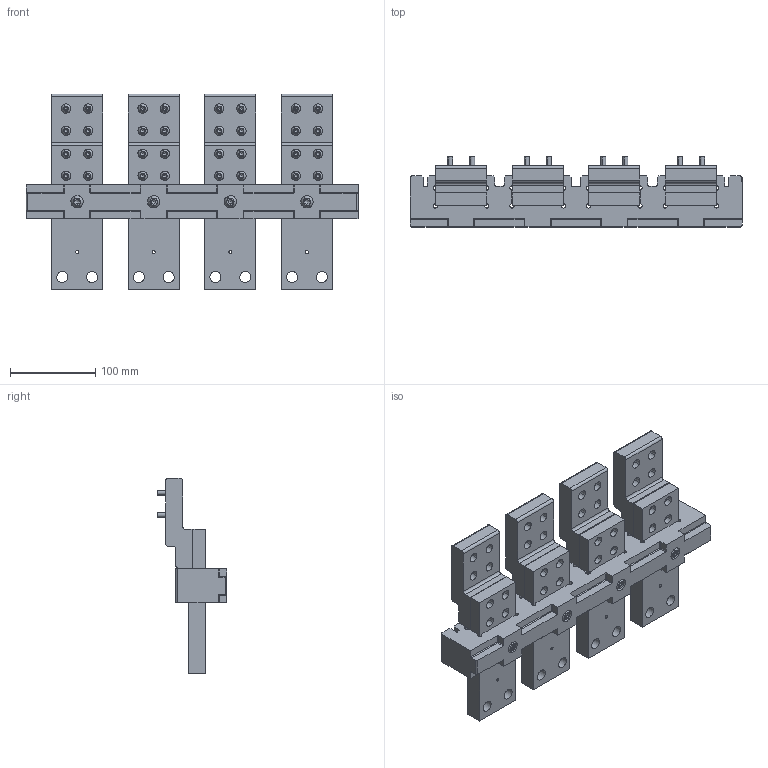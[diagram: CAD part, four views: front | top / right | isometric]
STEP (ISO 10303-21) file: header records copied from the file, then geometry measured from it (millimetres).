
FILE_DESCRIPTION(('CATIA V5 STEP Exchange'),'2;1');
FILE_NAME('1SDH001252R0317_E2.2_IV_F_TERMINALS_F_LOWER.stp','2014-11-06T17:01:16+00:00',('none'),('none'),'CATIA Version 5 Release 20 SP 6 (IN-10)','CATIA V5 STEP AP214','none');
FILE_SCHEMA(('AUTOMOTIVE_DESIGN { 1 0 10303 214 1 1 1 1 }'));
Length unit declared in the file: millimetre
Products named in the file (1): 1SDH001252R0317_E2.2_IV_F_TERMINALS_F_LOWER
Bounding box: 390 x 82.1 x 230 mm (x, y, z)
Volume: 1927558.3 mm3; surface area: 365399.4 mm2
Topology: 81 solids, 81 shells, 1638 faces, 4108 edges, 2652 vertices
Faces by surface type: plane 824, cylinder 654, sphere 88, cone 72
Entity records: 47745 total; most frequent: CARTESIAN_POINT 10747, ORIENTED_EDGE 8040, DIRECTION 5976, EDGE_CURVE 4020, AXIS2_PLACEMENT_3D 2683, VERTEX_POINT 2652, VECTOR 2064, LINE 2064
